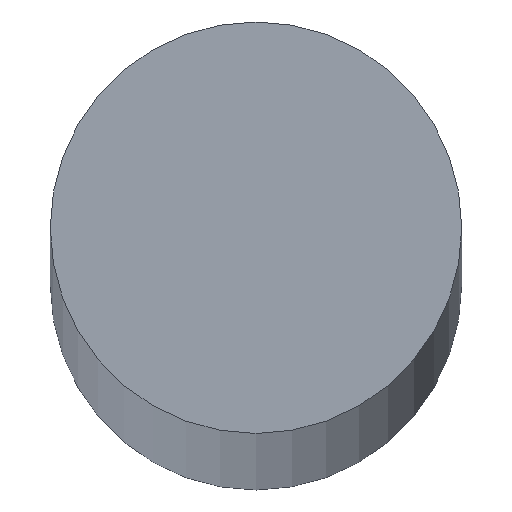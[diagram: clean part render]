
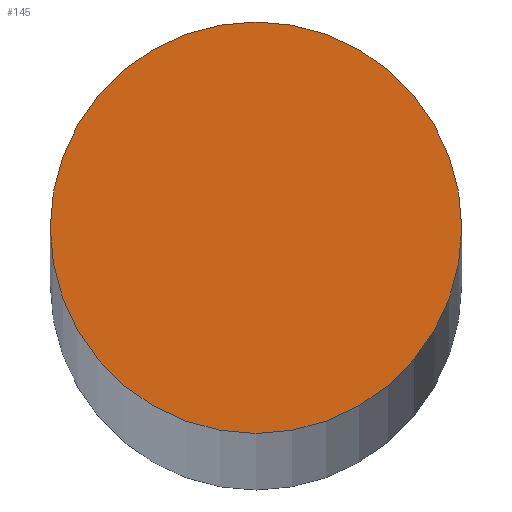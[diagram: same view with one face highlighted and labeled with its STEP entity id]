
A CAD part, top view. The second image highlights one B-rep face of the part: STEP entity #145.
In plain terms, the highlighted planar face has unit normal (0, 0, 1).
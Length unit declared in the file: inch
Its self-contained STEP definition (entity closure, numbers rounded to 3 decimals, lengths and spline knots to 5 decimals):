
#1 = ORIENTED_EDGE ( 'NONE', *, *, #24, .F. ) ;
#3 = CARTESIAN_POINT ( 'NONE',  ( 0.25, 0., 0. ) ) ;
#4 = DIRECTION ( 'NONE',  ( -1., 0., 0. ) ) ;
#7 = DIRECTION ( 'NONE',  ( 0., 0., 1. ) ) ;
#18 = DIRECTION ( 'NONE',  ( 0., 0., -1. ) ) ;
#24 = EDGE_CURVE ( 'NONE', #104, #50, #75, .T. ) ;
#30 = DIRECTION ( 'NONE',  ( -1., 0., 0. ) ) ;
#39 = CARTESIAN_POINT ( 'NONE',  ( 0., 0., 0. ) ) ;
#45 = EDGE_LOOP ( 'NONE', ( #124, #1 ) ) ;
#50 = VERTEX_POINT ( 'NONE', #63 ) ;
#52 = CARTESIAN_POINT ( 'NONE',  ( 0., 0., 0. ) ) ;
#63 = CARTESIAN_POINT ( 'NONE',  ( -0.25, 0., 0. ) ) ;
#75 = CIRCLE ( 'NONE', #129, 0.25 ) ;
#82 = CIRCLE ( 'NONE', #100, 0.25 ) ;
#86 = PLANE ( 'NONE',  #93 ) ;
#88 = DIRECTION ( 'NONE',  ( 1., 0., 0. ) ) ;
#93 = AXIS2_PLACEMENT_3D ( 'NONE', #39, #7, #88 ) ;
#98 = CARTESIAN_POINT ( 'NONE',  ( 0., 0., 0. ) ) ;
#100 = AXIS2_PLACEMENT_3D ( 'NONE', #98, #109, #30 ) ;
#104 = VERTEX_POINT ( 'NONE', #3 ) ;
#109 = DIRECTION ( 'NONE',  ( 0., 0., -1. ) ) ;
#116 = FACE_OUTER_BOUND ( 'NONE', #45, .T. ) ;
#124 = ORIENTED_EDGE ( 'NONE', *, *, #132, .F. ) ;
#129 = AXIS2_PLACEMENT_3D ( 'NONE', #52, #18, #4 ) ;
#132 = EDGE_CURVE ( 'NONE', #50, #104, #82, .T. ) ;
#145 = ADVANCED_FACE ( 'NONE', ( #116 ), #86, .T. ) ;
